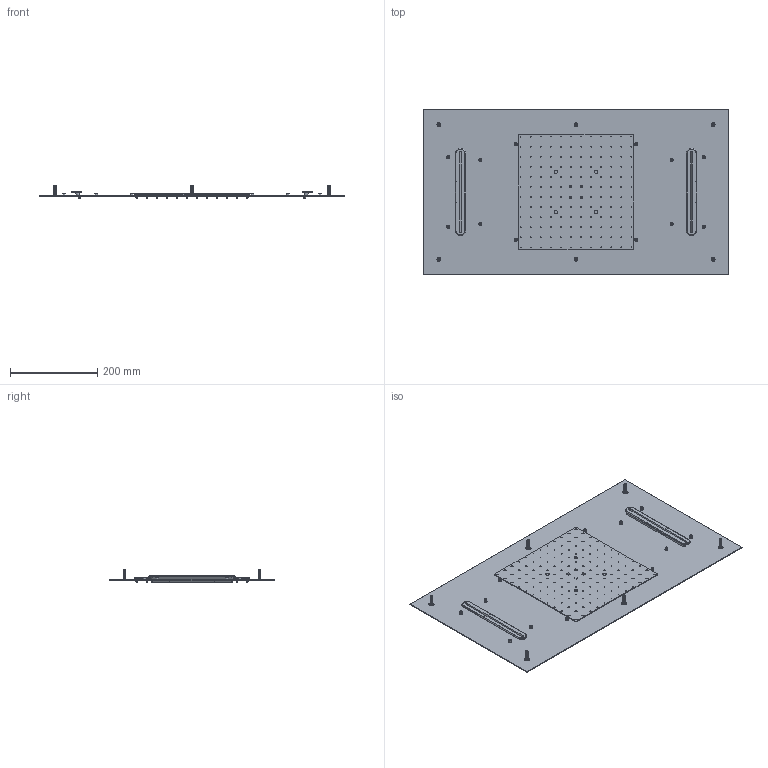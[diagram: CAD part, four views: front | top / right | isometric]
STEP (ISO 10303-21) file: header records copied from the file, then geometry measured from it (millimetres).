
FILE_DESCRIPTION(/* description */ ('Unknown'),/* implementation_level */ '2;1');
FILE_NAME(/* name */ 'M143',/* time_stamp */ '2022-11-14T12:11:15+01:00',/* author */ ('Unknown'),/* organization */ ('Unknown'),/* preprocessor_version */ 'ST-DEVELOPER v16.7',/* originating_system */ 'DEX',/* authorisation */ $);
FILE_SCHEMA (('AUTOMOTIVE_DESIGN {1 0 10303 214 3 1 1}'));
Products named in the file (7): M143; C063067; E055034_B5__ASM; C064004; E055046_00_ASM; A030117; C092029
Assembly tree (12 placements, depth 3):
  M143
    C063067
    E055034_B5__ASM
      C064004
    E055046_00_ASM  x2
      A030117
    C092029  x6
Bounding box: 700 x 380 x 29.75 mm (x, y, z)
Volume: 719895.2 mm3; surface area: 738884.9 mm2
Topology: 10 solids, 10 shells, 2934 faces, 8565 edges, 5839 vertices
Faces by surface type: plane 1454, cylinder 1384, cone 64, torus 20, bspline 12
Full cylindrical faces by diameter (mm): 1.2 x144, 3.3 x12, 6 x18, 7 x4, 7.5 x8, 8 x4, 12 x6
Entity records: 94637 total; most frequent: CARTESIAN_POINT 19063, DIRECTION 15995, ORIENTED_EDGE 15270, EDGE_CURVE 7635, AXIS2_PLACEMENT_3D 5600, VERTEX_POINT 5237, LINE 4795, VECTOR 4795
